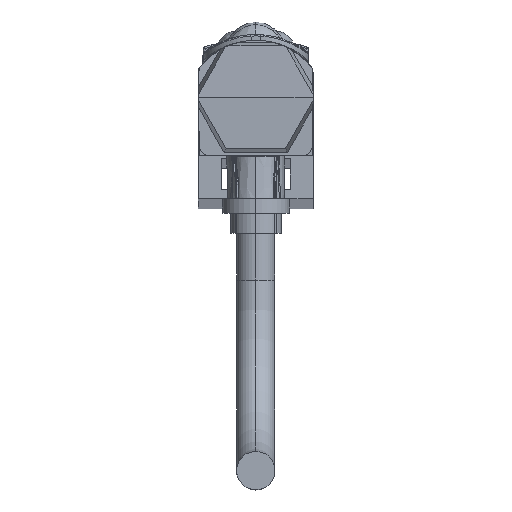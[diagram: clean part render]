
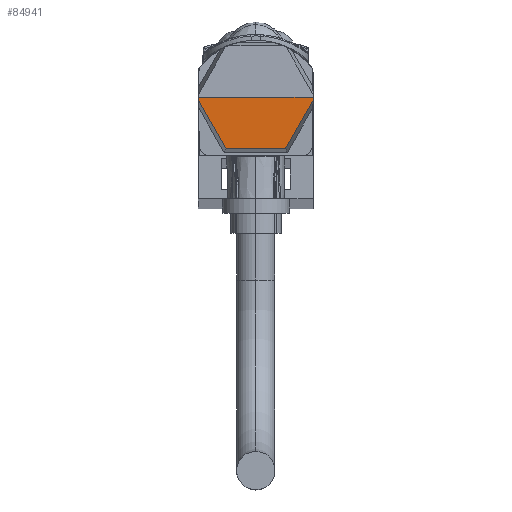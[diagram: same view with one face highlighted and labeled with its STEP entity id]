
A CAD part, top view. The second image highlights one B-rep face of the part: STEP entity #84941.
In plain terms, the highlighted planar face has unit normal (0, -0.018, 1).
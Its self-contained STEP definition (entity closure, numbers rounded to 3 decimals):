
#79332=DIRECTION('',(1.,0.,0.));
#79333=VECTOR('',#79332,12.);
#79334=CARTESIAN_POINT('',(-6.,6.1,15.75));
#79335=LINE('',#79334,#79333);
#81231=DIRECTION('',(0.017,-1.,-0.017));
#81232=VECTOR('',#81231,0.323);
#81233=CARTESIAN_POINT('',(-6.,6.1,15.75));
#81234=LINE('',#81233,#81232);
#81235=DIRECTION('',(-0.017,-1.,-0.017));
#81236=VECTOR('',#81235,0.323);
#81237=CARTESIAN_POINT('',(6.,6.1,15.75));
#81238=LINE('',#81237,#81236);
#81239=DIRECTION('',(0.497,0.868,0.015));
#81240=VECTOR('',#81239,5.82);
#81241=CARTESIAN_POINT('',(3.101,0.729,
15.656));
#81242=LINE('',#81241,#81240);
#81243=DIRECTION('',(1.,0.,0.));
#81244=VECTOR('',#81243,6.202);
#81245=CARTESIAN_POINT('',(-3.101,0.729,
15.656));
#81246=LINE('',#81245,#81244);
#81247=DIRECTION('',(0.497,-0.868,-0.015));
#81248=VECTOR('',#81247,5.819);
#81249=CARTESIAN_POINT('',(-5.994,5.777,
15.744));
#81250=LINE('',#81249,#81248);
#81591=CARTESIAN_POINT('',(-6.,6.1,15.75));
#81592=VERTEX_POINT('',#81591);
#81593=CARTESIAN_POINT('',(6.,6.1,15.75));
#81594=VERTEX_POINT('',#81593);
#81600=CARTESIAN_POINT('',(5.994,5.777,15.744));
#81602=VERTEX_POINT('',#81600);
#81616=CARTESIAN_POINT('',(-5.994,5.777,
15.744));
#81618=VERTEX_POINT('',#81616);
#81623=CARTESIAN_POINT('',(-3.101,0.729,
15.656));
#81624=CARTESIAN_POINT('',(3.101,0.729,
15.656));
#81625=VERTEX_POINT('',#81623);
#81626=VERTEX_POINT('',#81624);
#84926=CARTESIAN_POINT('',(-6.64,6.1,15.75));
#84927=DIRECTION('',(0.,-0.017,1.));
#84928=DIRECTION('',(1.,0.,0.));
#84929=AXIS2_PLACEMENT_3D('',#84926,#84927,#84928);
#84930=PLANE('',#84929);
#84931=ORIENTED_EDGE('',*,*,#84906,.F.);
#84932=ORIENTED_EDGE('',*,*,#81988,.T.);
#84933=ORIENTED_EDGE('',*,*,#82041,.T.);
#84935=ORIENTED_EDGE('',*,*,#84934,.F.);
#84937=ORIENTED_EDGE('',*,*,#84936,.F.);
#84938=ORIENTED_EDGE('',*,*,#84917,.F.);
#84939=EDGE_LOOP('',(#84931,#84932,#84933,#84935,#84937,#84938));
#84940=FACE_OUTER_BOUND('',#84939,.F.);
#84941=ADVANCED_FACE('',(#84940),#84930,.T.);
#81988=EDGE_CURVE('',#81592,#81594,#79335,.T.);
#82041=EDGE_CURVE('',#81594,#81602,#81238,.T.);
#84906=EDGE_CURVE('',#81592,#81618,#81234,.T.);
#84917=EDGE_CURVE('',#81618,#81625,#81250,.T.);
#84934=EDGE_CURVE('',#81626,#81602,#81242,.T.);
#84936=EDGE_CURVE('',#81625,#81626,#81246,.T.);
